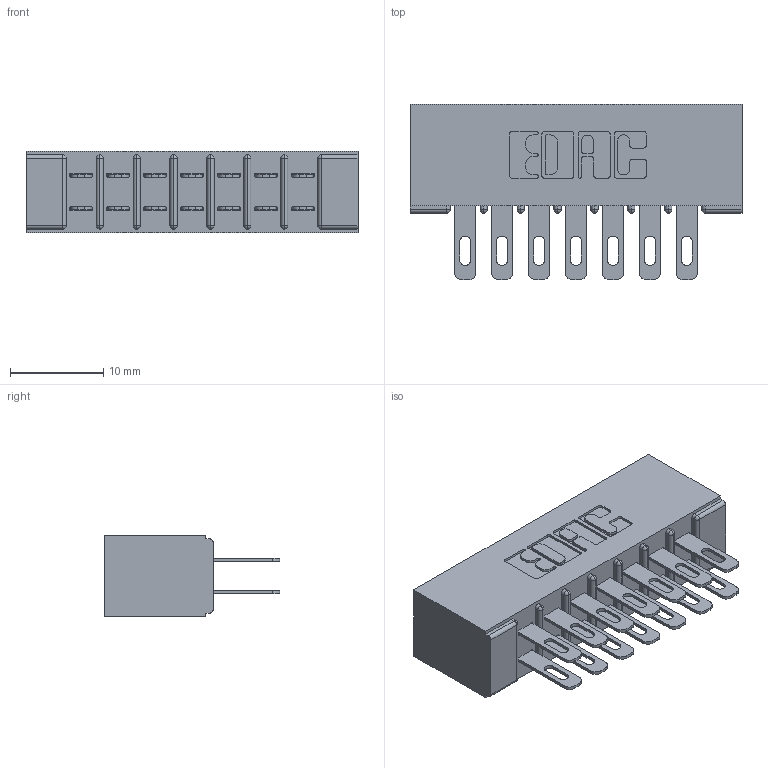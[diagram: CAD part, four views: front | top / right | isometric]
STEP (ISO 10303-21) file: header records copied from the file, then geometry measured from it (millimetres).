
FILE_DESCRIPTION (( 'STEP AP203' ), '1' );
FILE_NAME ('315-014-500-201.STEP', '2019-09-10T13:25:33', ( '' ), ( '' ), 'SwSTEP 2.0', 'SolidWorks 2016', '' );
FILE_SCHEMA (( 'CONFIG_CONTROL_DESIGN' ));
Length unit declared in the file: inch
Products named in the file (3): 305 Part_No Mounting; 315-014-500-201; 305-290-001_500
Assembly tree (15 placements, depth 2):
  315-014-500-201
    305 Part_No Mounting
    305-290-001_500  x14
Bounding box: 35.61 x 18.85 x 8.71 mm (x, y, z)
Volume: 2494.2 mm3; surface area: 4628.4 mm2
Topology: 15 solids, 15 shells, 808 faces, 2301 edges, 1494 vertices
Faces by surface type: plane 456, cylinder 324, sphere 28
Entity records: 11584 total; most frequent: CARTESIAN_POINT 1915, ORIENTED_EDGE 1894, DIRECTION 1881, EDGE_CURVE 947, VECTOR 729, LINE 729, VERTEX_POINT 610, AXIS2_PLACEMENT_3D 576
